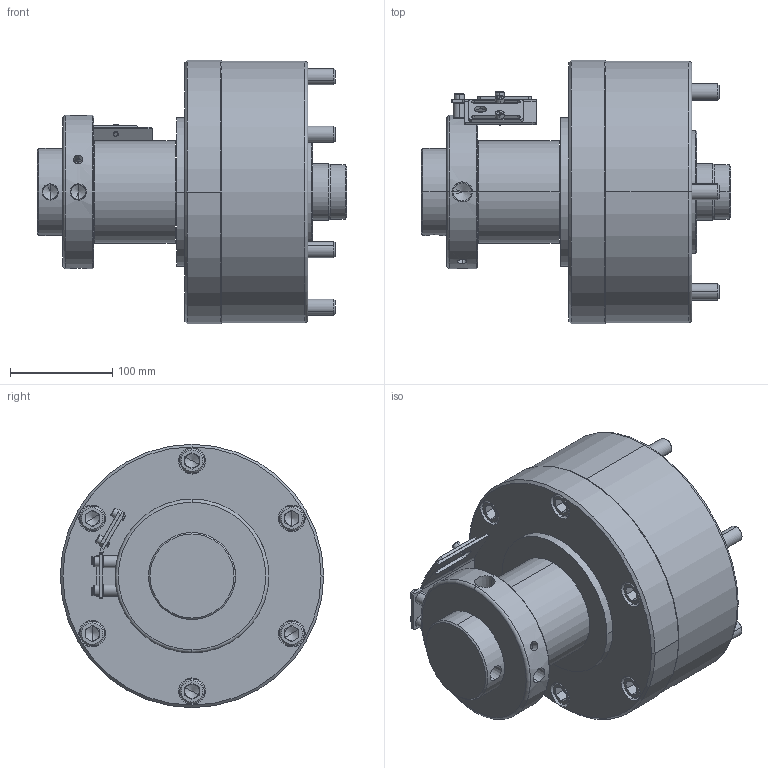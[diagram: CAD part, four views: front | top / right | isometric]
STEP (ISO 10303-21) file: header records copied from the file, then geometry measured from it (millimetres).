
FILE_DESCRIPTION (( 'STEP AP203' ), '1' );
FILE_NAME ('CF-RE-L200K.STEP', '2020-11-02T06:43:37', ( '' ), ( '' ), 'SwSTEP 2.0', 'SolidWorks 2016', '' );
FILE_SCHEMA (( 'CONFIG_CONTROL_DESIGN' ));
Length unit declared in the file: millimetre
Products named in the file (13): CF-RE-L200K-03000; 圓頭內六角螺栓_M16x130; CF-RE-18-03000; 圓頭內六角螺栓_M6x30; CF-RE-18-04000; RE-200K檢出定位板; CF-RE-L200K-05000; CF-RE-L200K-01000; 圓頭內六角螺栓_M5x8; CF-RE-L200K-02010; CF-RE-L200K; CF-RE-L200K-02000; CF-RE-200K缸體
Assembly tree (23 placements, depth 2):
  CF-RE-L200K
    CF-RE-L200K-05000
    CF-RE-L200K-01000
    CF-RE-L200K-02010
    CF-RE-L200K-02000
    CF-RE-200K缸體
    CF-RE-L200K-03000
    圓頭內六角螺栓_M16x130  x6
    CF-RE-18-03000  x2
    CF-RE-18-04000
    圓頭內六角螺栓_M6x30  x2
    RE-200K檢出定位板  x2
    圓頭內六角螺栓_M5x8  x4
Bounding box: 302 x 257 x 257 mm (x, y, z)
Volume: 6532695.4 mm3; surface area: 716645.9 mm2
Topology: 23 solids, 23 shells, 651 faces, 1481 edges, 891 vertices
Faces by surface type: plane 280, cylinder 209, cone 156, torus 6
Entity records: 13064 total; most frequent: CARTESIAN_POINT 2350, DIRECTION 2071, ORIENTED_EDGE 1706, EDGE_CURVE 853, AXIS2_PLACEMENT_3D 822, VERTEX_POINT 537, EDGE_LOOP 488, VECTOR 427
